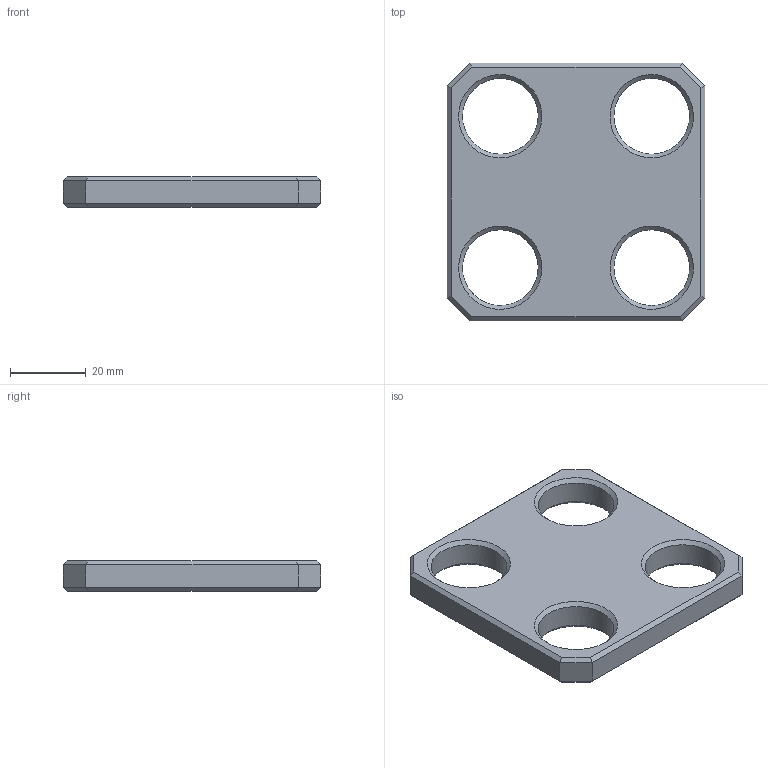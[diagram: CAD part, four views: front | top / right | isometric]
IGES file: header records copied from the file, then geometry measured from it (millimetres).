
Global section: file name: SV4007S_A; native system: Autodesk Inventor 2015; preprocessor: unknown; author: Boeke; date: 20151128.110845; units: millimetre
Bounding box: 68 x 68 x 8 mm (x, y, z)
Volume: 25843.7 mm3; surface area: 10077.9 mm2
Topology: 1 solids, 1 shells, 38 faces, 88 edges, 52 vertices
Faces by surface type: bspline 38
